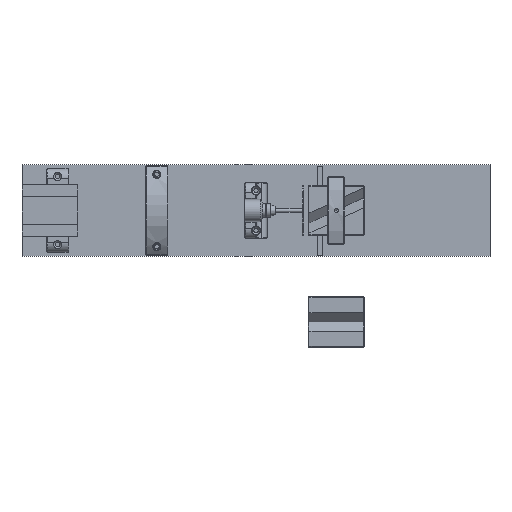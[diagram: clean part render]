
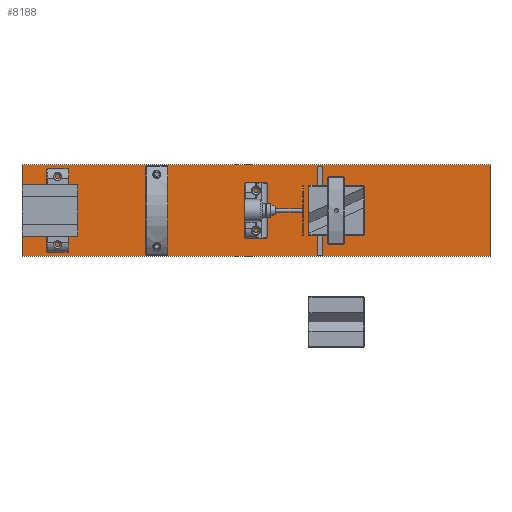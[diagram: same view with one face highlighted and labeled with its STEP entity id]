
A CAD part, top view. The second image highlights one B-rep face of the part: STEP entity #8188.
In plain terms, the highlighted planar face has unit normal (0, 0, 1).
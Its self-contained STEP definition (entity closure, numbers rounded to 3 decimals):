
#249=LINE('',#11985,#1249);
#254=LINE('',#11996,#1254);
#256=LINE('',#11999,#1256);
#257=LINE('',#12001,#1257);
#261=LINE('',#12010,#1261);
#266=LINE('',#12020,#1266);
#267=LINE('',#12023,#1267);
#268=LINE('',#12024,#1268);
#1249=VECTOR('',#9623,10.);
#1254=VECTOR('',#9632,10.);
#1256=VECTOR('',#9636,10.);
#1257=VECTOR('',#9639,10.);
#1261=VECTOR('',#9645,10.);
#1266=VECTOR('',#9654,10.);
#1267=VECTOR('',#9657,10.);
#1268=VECTOR('',#9658,10.);
#2251=FACE_BOUND('',#2866,.T.);
#2312=FACE_OUTER_BOUND('',#2865,.T.);
#2865=EDGE_LOOP('',(#5488,#5489,#5490,#5491));
#2866=EDGE_LOOP('',(#5492,#5493,#5494,#5495));
#3559=VERTEX_POINT('',#11978);
#3562=VERTEX_POINT('',#11983);
#3565=VERTEX_POINT('',#11993);
#3566=VERTEX_POINT('',#11995);
#3567=VERTEX_POINT('',#12003);
#3570=VERTEX_POINT('',#12008);
#3573=VERTEX_POINT('',#12018);
#3574=VERTEX_POINT('',#12022);
#4233=EDGE_CURVE('',#3559,#3562,#249,.T.);
#4238=EDGE_CURVE('',#3566,#3565,#254,.T.);
#4240=EDGE_CURVE('',#3562,#3566,#256,.T.);
#4241=EDGE_CURVE('',#3565,#3559,#257,.T.);
#4245=EDGE_CURVE('',#3570,#3567,#261,.T.);
#4250=EDGE_CURVE('',#3570,#3573,#266,.T.);
#4251=EDGE_CURVE('',#3574,#3573,#267,.T.);
#4252=EDGE_CURVE('',#3567,#3574,#268,.T.);
#5488=ORIENTED_EDGE('',*,*,#4250,.T.);
#5489=ORIENTED_EDGE('',*,*,#4251,.F.);
#5490=ORIENTED_EDGE('',*,*,#4252,.F.);
#5491=ORIENTED_EDGE('',*,*,#4245,.F.);
#5492=ORIENTED_EDGE('',*,*,#4238,.T.);
#5493=ORIENTED_EDGE('',*,*,#4241,.T.);
#5494=ORIENTED_EDGE('',*,*,#4233,.T.);
#5495=ORIENTED_EDGE('',*,*,#4240,.T.);
#7724=PLANE('',#8862);
#8188=ADVANCED_FACE('',(#2312,#2251),#7724,.T.);
#8862=AXIS2_PLACEMENT_3D('',#12021,#9655,#9656);
#9623=DIRECTION('',(0.,-1.,0.));
#9632=DIRECTION('',(0.,1.,0.));
#9636=DIRECTION('',(-1.,0.,0.));
#9639=DIRECTION('',(1.,0.,0.));
#9645=DIRECTION('',(-1.,0.,0.));
#9654=DIRECTION('',(0.,1.,0.));
#9655=DIRECTION('center_axis',(0.,0.,1.));
#9656=DIRECTION('ref_axis',(1.,0.,0.));
#9657=DIRECTION('',(1.,0.,0.));
#9658=DIRECTION('',(0.,1.,0.));
#11978=CARTESIAN_POINT('',(70.,40.,-37.5));
#11983=CARTESIAN_POINT('',(70.,-40.,-37.5));
#11985=CARTESIAN_POINT('',(70.,-20.,-37.5));
#11993=CARTESIAN_POINT('',(65.,40.,-37.5));
#11995=CARTESIAN_POINT('',(65.,-40.,-37.5));
#11996=CARTESIAN_POINT('',(65.,-20.,-37.5));
#11999=CARTESIAN_POINT('',(-66.25,-40.,-37.5));
#12001=CARTESIAN_POINT('',(-66.25,40.,-37.5));
#12003=CARTESIAN_POINT('',(-200.,-41.,-37.5));
#12008=CARTESIAN_POINT('',(220.,-41.,-37.5));
#12010=CARTESIAN_POINT('',(-200.,-41.,-37.5));
#12018=CARTESIAN_POINT('',(220.,41.,-37.5));
#12020=CARTESIAN_POINT('',(220.,0.,-37.5));
#12021=CARTESIAN_POINT('Origin',(-200.,0.,-37.5));
#12022=CARTESIAN_POINT('',(-200.,41.,-37.5));
#12023=CARTESIAN_POINT('',(-200.,41.,-37.5));
#12024=CARTESIAN_POINT('',(-200.,0.,-37.5));
